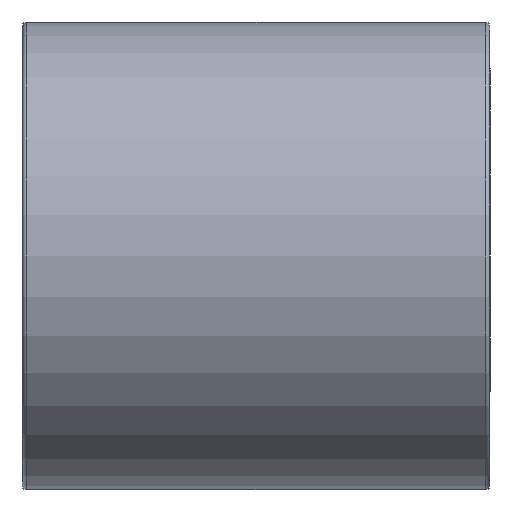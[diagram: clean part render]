
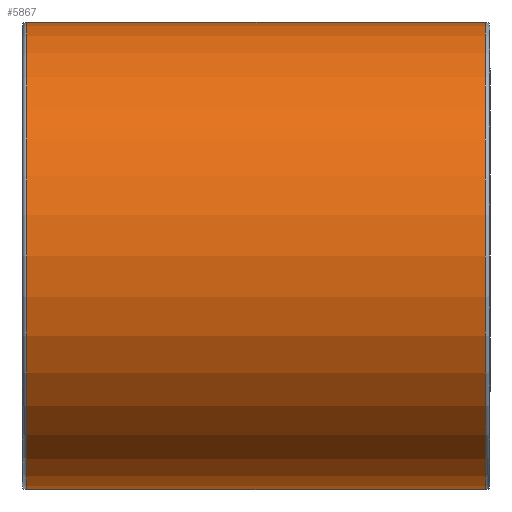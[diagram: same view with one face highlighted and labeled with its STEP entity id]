
A CAD part, left-side view. The second image highlights one B-rep face of the part: STEP entity #5867.
In plain terms, the highlighted cylindrical face has radius 5 mm (diameter 10 mm), a partial arc.
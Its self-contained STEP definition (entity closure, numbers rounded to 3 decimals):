
#131=FACE_OUTER_BOUND('',#451,.T.);
#451=EDGE_LOOP('',(#3773,#3774,#3775,#3776));
#789=LINE('',#9076,#1257);
#790=LINE('',#9079,#1258);
#1257=VECTOR('',#7027,10.);
#1258=VECTOR('',#7030,10.);
#1725=CIRCLE('',#6209,5.);
#1729=CIRCLE('',#6216,5.);
#2195=VERTEX_POINT('',#9054);
#2197=VERTEX_POINT('',#9060);
#2201=VERTEX_POINT('',#9075);
#2202=VERTEX_POINT('',#9077);
#2823=EDGE_CURVE('',#2195,#2197,#1725,.T.);
#2829=EDGE_CURVE('',#2195,#2201,#789,.T.);
#2830=EDGE_CURVE('',#2202,#2201,#1729,.T.);
#2831=EDGE_CURVE('',#2197,#2202,#790,.T.);
#3773=ORIENTED_EDGE('',*,*,#2823,.F.);
#3774=ORIENTED_EDGE('',*,*,#2829,.T.);
#3775=ORIENTED_EDGE('',*,*,#2830,.F.);
#3776=ORIENTED_EDGE('',*,*,#2831,.F.);
#5639=CYLINDRICAL_SURFACE('',#6215,5.);
#5867=ADVANCED_FACE('',(#131),#5639,.T.);
#6209=AXIS2_PLACEMENT_3D('',#9064,#7011,#7012);
#6215=AXIS2_PLACEMENT_3D('',#9074,#7025,#7026);
#6216=AXIS2_PLACEMENT_3D('',#9078,#7028,#7029);
#7011=DIRECTION('center_axis',(0.,-1.,0.));
#7012=DIRECTION('ref_axis',(-1.,0.,0.));
#7025=DIRECTION('center_axis',(0.,1.,0.));
#7026=DIRECTION('ref_axis',(0.,0.,-1.));
#7027=DIRECTION('',(0.,1.,0.));
#7028=DIRECTION('center_axis',(0.,1.,0.));
#7029=DIRECTION('ref_axis',(-1.,0.,0.));
#7030=DIRECTION('',(0.,1.,0.));
#9054=CARTESIAN_POINT('',(-70.,-4.9,5.));
#9060=CARTESIAN_POINT('',(-70.,-4.9,-5.));
#9064=CARTESIAN_POINT('Origin',(-70.,-4.9,0.));
#9074=CARTESIAN_POINT('Origin',(-70.,0.,0.));
#9075=CARTESIAN_POINT('',(-70.,4.9,5.));
#9076=CARTESIAN_POINT('',(-70.,0.,5.));
#9077=CARTESIAN_POINT('',(-70.,4.9,-5.));
#9078=CARTESIAN_POINT('Origin',(-70.,4.9,0.));
#9079=CARTESIAN_POINT('',(-70.,0.,-5.));
